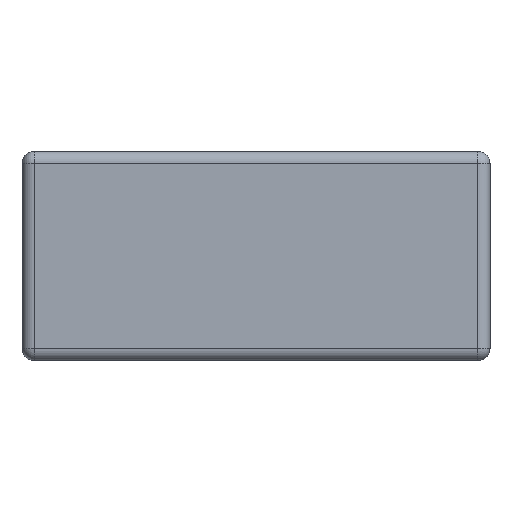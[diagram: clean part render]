
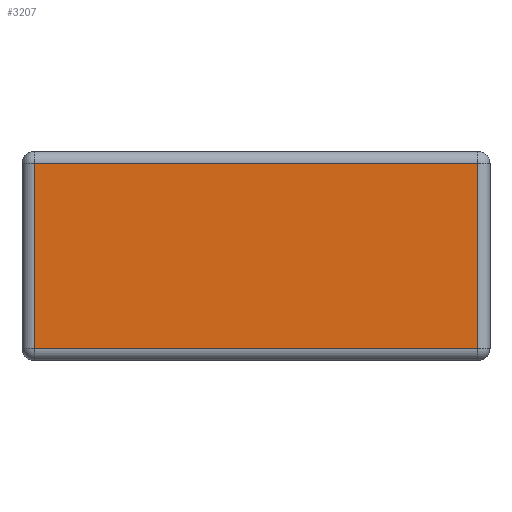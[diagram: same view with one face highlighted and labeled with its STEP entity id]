
A CAD part, left-side view. The second image highlights one B-rep face of the part: STEP entity #3207.
In plain terms, the highlighted planar face has unit normal (-1, 0, 0).
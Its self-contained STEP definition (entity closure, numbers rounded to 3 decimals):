
#16 = CARTESIAN_POINT ( 'NONE',  ( -9.905, 67.407, 32.5 ) ) ;
#63 = EDGE_CURVE ( 'NONE', #3557, #3127, #418, .T. ) ;
#85 = PLANE ( 'NONE',  #2554 ) ;
#193 = DIRECTION ( 'NONE',  ( 0., 0., 1. ) ) ;
#232 = CARTESIAN_POINT ( 'NONE',  ( -9.905, 65.407, 34.5 ) ) ;
#249 = EDGE_CURVE ( 'NONE', #3127, #3031, #3583, .T. ) ;
#281 = VECTOR ( 'NONE', #2508, 1000. ) ;
#418 = LINE ( 'NONE', #1200, #2373 ) ;
#427 = CARTESIAN_POINT ( 'NONE',  ( -9.905, -7.743, 2. ) ) ;
#439 = CARTESIAN_POINT ( 'NONE',  ( -9.905, 65.407, 2. ) ) ;
#505 = ORIENTED_EDGE ( 'NONE', *, *, #924, .T. ) ;
#665 = ORIENTED_EDGE ( 'NONE', *, *, #249, .T. ) ;
#723 = EDGE_CURVE ( 'NONE', #3031, #2893, #2050, .T. ) ;
#924 = EDGE_CURVE ( 'NONE', #2893, #3557, #3056, .T. ) ;
#981 = ORIENTED_EDGE ( 'NONE', *, *, #723, .T. ) ;
#1200 = CARTESIAN_POINT ( 'NONE',  ( -9.905, -9.743, 2. ) ) ;
#1223 = CARTESIAN_POINT ( 'NONE',  ( -9.905, -9.743, 34.5 ) ) ;
#1439 = CARTESIAN_POINT ( 'NONE',  ( -9.905, -7.743, 32.5 ) ) ;
#1503 = DIRECTION ( 'NONE',  ( 0., -1., 0. ) ) ;
#1564 = EDGE_LOOP ( 'NONE', ( #2960, #665, #981, #505 ) ) ;
#1676 = VECTOR ( 'NONE', #193, 1000. ) ;
#1895 = CARTESIAN_POINT ( 'NONE',  ( -9.905, -7.743, 34.5 ) ) ;
#2050 = LINE ( 'NONE', #16, #2186 ) ;
#2112 = CARTESIAN_POINT ( 'NONE',  ( -9.905, 65.407, 32.5 ) ) ;
#2137 = DIRECTION ( 'NONE',  ( 1., 0., 0. ) ) ;
#2186 = VECTOR ( 'NONE', #2878, 1000. ) ;
#2373 = VECTOR ( 'NONE', #1503, 1000. ) ;
#2415 = FACE_OUTER_BOUND ( 'NONE', #1564, .T. ) ;
#2508 = DIRECTION ( 'NONE',  ( 0., 0., -1. ) ) ;
#2554 = AXIS2_PLACEMENT_3D ( 'NONE', #1223, #2137, #3277 ) ;
#2878 = DIRECTION ( 'NONE',  ( 0., 1., 0. ) ) ;
#2893 = VERTEX_POINT ( 'NONE', #2112 ) ;
#2960 = ORIENTED_EDGE ( 'NONE', *, *, #63, .T. ) ;
#3031 = VERTEX_POINT ( 'NONE', #1439 ) ;
#3056 = LINE ( 'NONE', #232, #281 ) ;
#3127 = VERTEX_POINT ( 'NONE', #427 ) ;
#3207 = ADVANCED_FACE ( 'NONE', ( #2415 ), #85, .F. ) ;
#3277 = DIRECTION ( 'NONE',  ( 0., 0., -1. ) ) ;
#3557 = VERTEX_POINT ( 'NONE', #439 ) ;
#3583 = LINE ( 'NONE', #1895, #1676 ) ;
